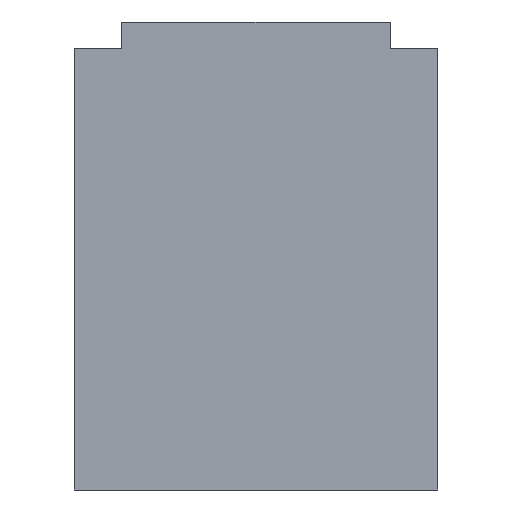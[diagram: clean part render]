
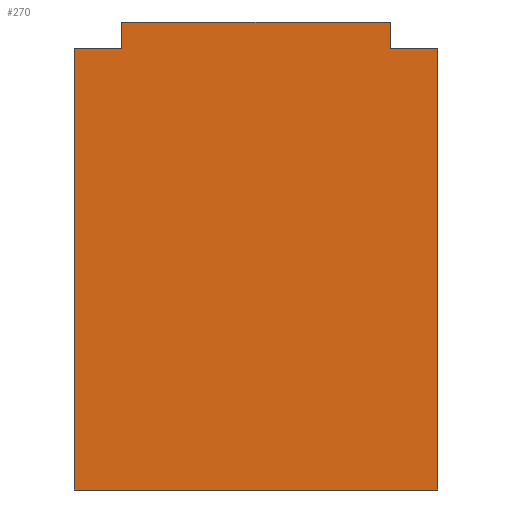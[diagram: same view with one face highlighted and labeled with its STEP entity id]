
A CAD part, front view. The second image highlights one B-rep face of the part: STEP entity #270.
In plain terms, the highlighted planar face has unit normal (0, -1, 0).
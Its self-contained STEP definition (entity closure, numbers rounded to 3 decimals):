
#2 = DIRECTION ( 'NONE',  ( 0., 0., -1. ) ) ;
#4 = DIRECTION ( 'NONE',  ( 0., 0., 1. ) ) ;
#5 = CARTESIAN_POINT ( 'NONE',  ( 100., 0., 164. ) ) ;
#8 = CARTESIAN_POINT ( 'NONE',  ( -100., 0., 0. ) ) ;
#11 = CARTESIAN_POINT ( 'NONE',  ( 100., 0., 0. ) ) ;
#12 = ORIENTED_EDGE ( 'NONE', *, *, #279, .T. ) ;
#17 = ORIENTED_EDGE ( 'NONE', *, *, #70, .F. ) ;
#18 = LINE ( 'NONE', #330, #226 ) ;
#30 = CARTESIAN_POINT ( 'NONE',  ( -100., 0., 184. ) ) ;
#39 = VECTOR ( 'NONE', #51, 1000. ) ;
#51 = DIRECTION ( 'NONE',  ( 0., 0., 1. ) ) ;
#54 = DIRECTION ( 'NONE',  ( 0., 0., 1. ) ) ;
#68 = LINE ( 'NONE', #171, #266 ) ;
#70 = EDGE_CURVE ( 'NONE', #288, #130, #18, .T. ) ;
#75 = VECTOR ( 'NONE', #54, 1000. ) ;
#80 = VERTEX_POINT ( 'NONE', #89 ) ;
#83 = ORIENTED_EDGE ( 'NONE', *, *, #302, .F. ) ;
#85 = ORIENTED_EDGE ( 'NONE', *, *, #217, .F. ) ;
#89 = CARTESIAN_POINT ( 'NONE',  ( -135., 0., 164. ) ) ;
#98 = VERTEX_POINT ( 'NONE', #189 ) ;
#102 = VECTOR ( 'NONE', #177, 1000. ) ;
#104 = VERTEX_POINT ( 'NONE', #165 ) ;
#112 = ORIENTED_EDGE ( 'NONE', *, *, #125, .T. ) ;
#118 = VECTOR ( 'NONE', #154, 1000. ) ;
#125 = EDGE_CURVE ( 'NONE', #80, #104, #195, .T. ) ;
#130 = VERTEX_POINT ( 'NONE', #281 ) ;
#146 = CARTESIAN_POINT ( 'NONE',  ( 0., 0., 0. ) ) ;
#150 = LINE ( 'NONE', #8, #39 ) ;
#154 = DIRECTION ( 'NONE',  ( 0., 0., -1. ) ) ;
#165 = CARTESIAN_POINT ( 'NONE',  ( -135., 0., -164. ) ) ;
#171 = CARTESIAN_POINT ( 'NONE',  ( 0., 0., 184. ) ) ;
#172 = CARTESIAN_POINT ( 'NONE',  ( 0., 0., -164. ) ) ;
#174 = CARTESIAN_POINT ( 'NONE',  ( 100., 0., 184. ) ) ;
#177 = DIRECTION ( 'NONE',  ( 1., 0., 0. ) ) ;
#179 = CARTESIAN_POINT ( 'NONE',  ( 135., 0., 0. ) ) ;
#182 = ORIENTED_EDGE ( 'NONE', *, *, #319, .F. ) ;
#186 = VECTOR ( 'NONE', #282, 1000. ) ;
#189 = CARTESIAN_POINT ( 'NONE',  ( -100., 0., 164. ) ) ;
#194 = DIRECTION ( 'NONE',  ( 1., 0., 0. ) ) ;
#195 = LINE ( 'NONE', #252, #333 ) ;
#196 = EDGE_CURVE ( 'NONE', #104, #271, #332, .T. ) ;
#201 = ORIENTED_EDGE ( 'NONE', *, *, #196, .T. ) ;
#207 = LINE ( 'NONE', #179, #118 ) ;
#209 = LINE ( 'NONE', #291, #102 ) ;
#211 = PLANE ( 'NONE',  #250 ) ;
#214 = DIRECTION ( 'NONE',  ( 1., 0., 0. ) ) ;
#217 = EDGE_CURVE ( 'NONE', #317, #318, #68, .T. ) ;
#226 = VECTOR ( 'NONE', #214, 1000. ) ;
#234 = EDGE_LOOP ( 'NONE', ( #12, #85, #83, #285, #112, #201, #182, #17 ) ) ;
#250 = AXIS2_PLACEMENT_3D ( 'NONE', #146, #322, #4 ) ;
#252 = CARTESIAN_POINT ( 'NONE',  ( -135., 0., 0. ) ) ;
#254 = CARTESIAN_POINT ( 'NONE',  ( 135., 0., -164. ) ) ;
#257 = EDGE_CURVE ( 'NONE', #80, #98, #209, .T. ) ;
#266 = VECTOR ( 'NONE', #194, 1000. ) ;
#270 = ADVANCED_FACE ( 'NONE', ( #314 ), #211, .F. ) ;
#271 = VERTEX_POINT ( 'NONE', #254 ) ;
#279 = EDGE_CURVE ( 'NONE', #288, #318, #289, .T. ) ;
#281 = CARTESIAN_POINT ( 'NONE',  ( 135., 0., 164. ) ) ;
#282 = DIRECTION ( 'NONE',  ( 1., 0., 0. ) ) ;
#285 = ORIENTED_EDGE ( 'NONE', *, *, #257, .F. ) ;
#288 = VERTEX_POINT ( 'NONE', #5 ) ;
#289 = LINE ( 'NONE', #11, #75 ) ;
#291 = CARTESIAN_POINT ( 'NONE',  ( 0., 0., 164. ) ) ;
#302 = EDGE_CURVE ( 'NONE', #98, #317, #150, .T. ) ;
#314 = FACE_OUTER_BOUND ( 'NONE', #234, .T. ) ;
#317 = VERTEX_POINT ( 'NONE', #30 ) ;
#318 = VERTEX_POINT ( 'NONE', #174 ) ;
#319 = EDGE_CURVE ( 'NONE', #130, #271, #207, .T. ) ;
#322 = DIRECTION ( 'NONE',  ( 0., 1., 0. ) ) ;
#330 = CARTESIAN_POINT ( 'NONE',  ( 0., 0., 164. ) ) ;
#332 = LINE ( 'NONE', #172, #186 ) ;
#333 = VECTOR ( 'NONE', #2, 1000. ) ;
